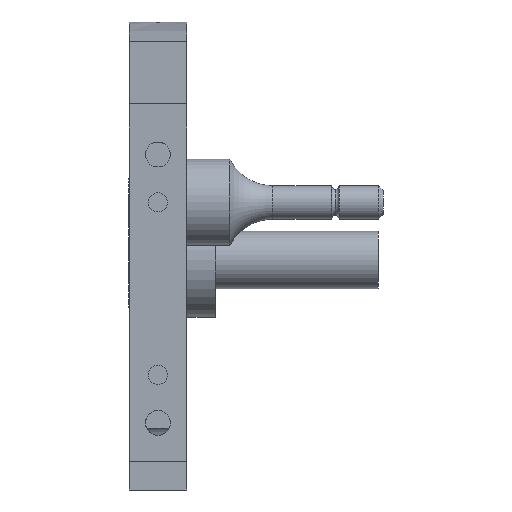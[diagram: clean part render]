
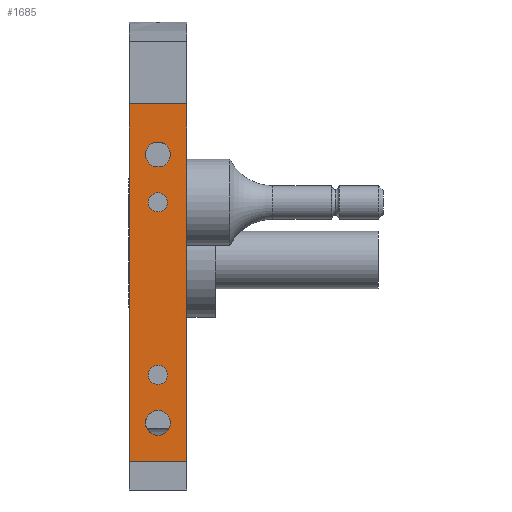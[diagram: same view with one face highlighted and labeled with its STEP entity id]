
A CAD part, front view. The second image highlights one B-rep face of the part: STEP entity #1685.
In plain terms, the highlighted planar face has unit normal (0, -1, 0).
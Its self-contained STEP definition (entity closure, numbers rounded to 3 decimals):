
#15 = DIRECTION ( 'NONE',  ( 0., 1., 0. ) ) ;
#47 = DIRECTION ( 'NONE',  ( 0., -1., 0. ) ) ;
#224 = DIRECTION ( 'NONE',  ( 0., 0., -1. ) ) ;
#395 = CARTESIAN_POINT ( 'NONE',  ( 0., -28., 6. ) ) ;
#414 = VERTEX_POINT ( 'NONE', #2112 ) ;
#498 = EDGE_LOOP ( 'NONE', ( #3600, #4150 ) ) ;
#508 = LINE ( 'NONE', #3277, #800 ) ;
#556 = EDGE_CURVE ( 'NONE', #2841, #414, #508, .T. ) ;
#563 = ORIENTED_EDGE ( 'NONE', *, *, #2887, .T. ) ;
#775 = DIRECTION ( 'NONE',  ( 0., 0., -1. ) ) ;
#800 = VECTOR ( 'NONE', #867, 1000. ) ;
#829 = LINE ( 'NONE', #4328, #2119 ) ;
#867 = DIRECTION ( 'NONE',  ( 0., 0., -1. ) ) ;
#917 = CARTESIAN_POINT ( 'NONE',  ( 3., -28., -26. ) ) ;
#949 = AXIS2_PLACEMENT_3D ( 'NONE', #1470, #15, #3131 ) ;
#1276 = VERTEX_POINT ( 'NONE', #4356 ) ;
#1377 = CARTESIAN_POINT ( 'NONE',  ( 0., -28., -23.3 ) ) ;
#1392 = AXIS2_PLACEMENT_3D ( 'NONE', #2600, #4263, #3573 ) ;
#1430 = EDGE_CURVE ( 'NONE', #414, #4040, #1543, .T. ) ;
#1466 = CIRCLE ( 'NONE', #2842, 1.3 ) ;
#1470 = CARTESIAN_POINT ( 'NONE',  ( 3., -28., 11.266 ) ) ;
#1543 = LINE ( 'NONE', #917, #1809 ) ;
#1607 = ORIENTED_EDGE ( 'NONE', *, *, #1430, .F. ) ;
#1685 = ADVANCED_FACE ( 'NONE', ( #4163, #2111, #4201 ), #3193, .F. ) ;
#1729 = CARTESIAN_POINT ( 'NONE',  ( 3., -28., 11.266 ) ) ;
#1765 = CARTESIAN_POINT ( 'NONE',  ( 3., -28., 11.266 ) ) ;
#1809 = VECTOR ( 'NONE', #2597, 1000. ) ;
#1817 = DIRECTION ( 'NONE',  ( 0., -1., 0. ) ) ;
#1889 = EDGE_LOOP ( 'NONE', ( #563, #1607, #1893, #2868 ) ) ;
#1893 = ORIENTED_EDGE ( 'NONE', *, *, #556, .F. ) ;
#1984 = CIRCLE ( 'NONE', #3915, 1.3 ) ;
#2111 = FACE_BOUND ( 'NONE', #498, .T. ) ;
#2112 = CARTESIAN_POINT ( 'NONE',  ( 3., -28., -26. ) ) ;
#2119 = VECTOR ( 'NONE', #224, 1000. ) ;
#2159 = CIRCLE ( 'NONE', #3384, 1.3 ) ;
#2194 = VERTEX_POINT ( 'NONE', #3758 ) ;
#2254 = EDGE_LOOP ( 'NONE', ( #3102, #2434 ) ) ;
#2434 = ORIENTED_EDGE ( 'NONE', *, *, #3229, .F. ) ;
#2494 = EDGE_CURVE ( 'NONE', #2841, #2497, #3169, .T. ) ;
#2497 = VERTEX_POINT ( 'NONE', #3479 ) ;
#2504 = DIRECTION ( 'NONE',  ( 0., -1., 0. ) ) ;
#2580 = EDGE_CURVE ( 'NONE', #2194, #3653, #1466, .T. ) ;
#2597 = DIRECTION ( 'NONE',  ( -1., 0., 0. ) ) ;
#2600 = CARTESIAN_POINT ( 'NONE',  ( 0., -28., -22. ) ) ;
#2678 = CARTESIAN_POINT ( 'NONE',  ( 0., -28., 4.7 ) ) ;
#2841 = VERTEX_POINT ( 'NONE', #1765 ) ;
#2842 = AXIS2_PLACEMENT_3D ( 'NONE', #3190, #2504, #775 ) ;
#2868 = ORIENTED_EDGE ( 'NONE', *, *, #2494, .T. ) ;
#2887 = EDGE_CURVE ( 'NONE', #2497, #4040, #829, .T. ) ;
#2949 = EDGE_CURVE ( 'NONE', #3653, #2194, #3921, .T. ) ;
#3034 = VERTEX_POINT ( 'NONE', #2678 ) ;
#3102 = ORIENTED_EDGE ( 'NONE', *, *, #3305, .F. ) ;
#3129 = DIRECTION ( 'NONE',  ( 0., 0., -1. ) ) ;
#3131 = DIRECTION ( 'NONE',  ( 0., 0., 1. ) ) ;
#3134 = CARTESIAN_POINT ( 'NONE',  ( 0., -28., 6. ) ) ;
#3169 = LINE ( 'NONE', #1729, #3780 ) ;
#3190 = CARTESIAN_POINT ( 'NONE',  ( 0., -28., -22. ) ) ;
#3193 = PLANE ( 'NONE',  #949 ) ;
#3229 = EDGE_CURVE ( 'NONE', #1276, #3034, #1984, .T. ) ;
#3277 = CARTESIAN_POINT ( 'NONE',  ( 3., -28., 11.266 ) ) ;
#3305 = EDGE_CURVE ( 'NONE', #3034, #1276, #2159, .T. ) ;
#3384 = AXIS2_PLACEMENT_3D ( 'NONE', #395, #1817, #3129 ) ;
#3429 = CARTESIAN_POINT ( 'NONE',  ( -3., -28., -26. ) ) ;
#3479 = CARTESIAN_POINT ( 'NONE',  ( -3., -28., 11.266 ) ) ;
#3573 = DIRECTION ( 'NONE',  ( 0., 0., -1. ) ) ;
#3600 = ORIENTED_EDGE ( 'NONE', *, *, #2949, .F. ) ;
#3653 = VERTEX_POINT ( 'NONE', #1377 ) ;
#3758 = CARTESIAN_POINT ( 'NONE',  ( 0., -28., -20.7 ) ) ;
#3780 = VECTOR ( 'NONE', #4134, 1000. ) ;
#3816 = DIRECTION ( 'NONE',  ( 0., 0., -1. ) ) ;
#3915 = AXIS2_PLACEMENT_3D ( 'NONE', #3134, #47, #3816 ) ;
#3921 = CIRCLE ( 'NONE', #1392, 1.3 ) ;
#4040 = VERTEX_POINT ( 'NONE', #3429 ) ;
#4134 = DIRECTION ( 'NONE',  ( -1., 0., 0. ) ) ;
#4150 = ORIENTED_EDGE ( 'NONE', *, *, #2580, .F. ) ;
#4163 = FACE_BOUND ( 'NONE', #2254, .T. ) ;
#4201 = FACE_OUTER_BOUND ( 'NONE', #1889, .T. ) ;
#4263 = DIRECTION ( 'NONE',  ( 0., -1., 0. ) ) ;
#4328 = CARTESIAN_POINT ( 'NONE',  ( -3., -28., 11.266 ) ) ;
#4356 = CARTESIAN_POINT ( 'NONE',  ( 0., -28., 7.3 ) ) ;
